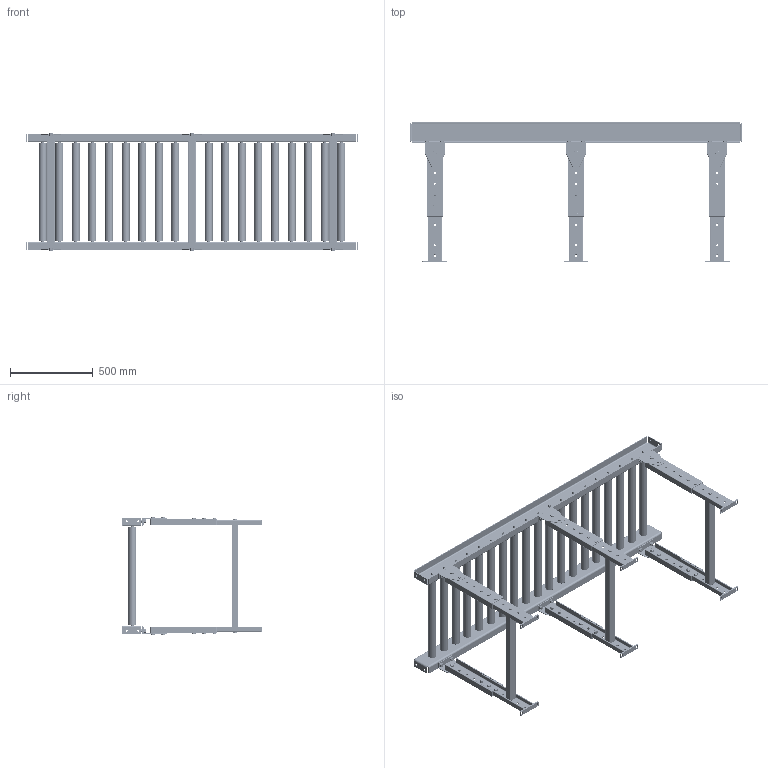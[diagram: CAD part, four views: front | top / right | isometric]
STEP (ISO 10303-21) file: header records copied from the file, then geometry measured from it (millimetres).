
FILE_DESCRIPTION (( 'STEP AP214' ), '1' );
FILE_NAME ('Ensamblaje - Transportador de rodillos.STEP', '2025-01-07T03:02:33', ( '' ), ( '' ), 'SwSTEP 2.0', 'SolidWorks 2024', '' );
FILE_SCHEMA (( 'AUTOMOTIVE_DESIGN' ));
Length unit declared in the file: millimetre
Products named in the file (11): Canal C - Transportador de rodillos; Frame 2 - Transportador de rodillos; Frame 1 - Transportador de rodillos; heavy hex screw_am_B18.2.3.3M - Heavy hex screw, M12 x 1.75 x 20 --20N; heavy hex screw_am_B18.2.3.3M - Heavy hex screw, M12 x 1.75 x 25 --25N; Frame 3 - Transportador de rodillos; Rodillo - Transportador de rodillos_2277T625; heavy hex screw_am_B18.2.3.3M - Heavy hex screw, M12 x 1.75 x 30 --30N; Soporte - Transportador de rodillos; Ensamblaje - Transportador de rodillos; hex nut heavy_am_B18.2.4.6M - Heavy hex nut,  M12 x 1.75 --W-N
Assembly tree (132 placements, depth 2):
  Ensamblaje - Transportador de rodillos
    Rodillo - Transportador de rodillos_2277T625  x19
    Canal C - Transportador de rodillos  x2
    Frame 1 - Transportador de rodillos  x6
    Frame 2 - Transportador de rodillos  x6
    Frame 3 - Transportador de rodillos  x6
    heavy hex screw_am_B18.2.3.3M - Heavy hex screw, M12 x 1.75 x 30 --30N  x18
    heavy hex screw_am_B18.2.3.3M - Heavy hex screw, M12 x 1.75 x 25 --25N  x24
    hex nut heavy_am_B18.2.4.6M - Heavy hex nut,  M12 x 1.75 --W-N  x42
    Soporte - Transportador de rodillos  x3
    heavy hex screw_am_B18.2.3.3M - Heavy hex screw, M12 x 1.75 x 20 --20N  x6
Bounding box: 2000.2 x 845 x 714.02 mm (x, y, z)
Volume: 35366076.3 mm3; surface area: 6029159.9 mm2
Topology: 132 solids, 132 shells, 5428 faces, 12114 edges, 7026 vertices
Faces by surface type: plane 2282, cylinder 1574, cone 892, torus 508, sphere 96, bspline 76
Entity records: 19414 total; most frequent: CARTESIAN_POINT 4448, DIRECTION 3170, ORIENTED_EDGE 2792, EDGE_CURVE 1396, AXIS2_PLACEMENT_3D 1174, VERTEX_POINT 844, VECTOR 822, LINE 822
